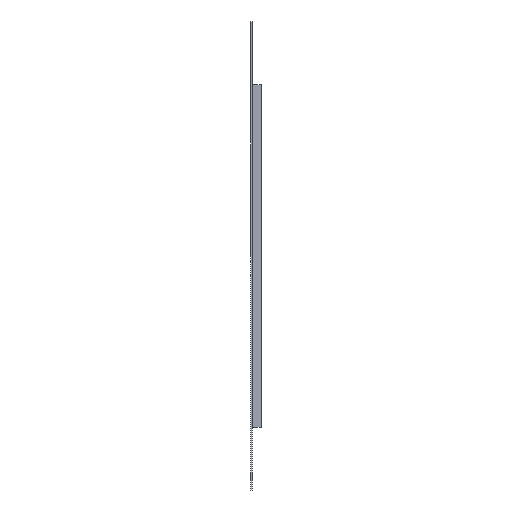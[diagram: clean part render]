
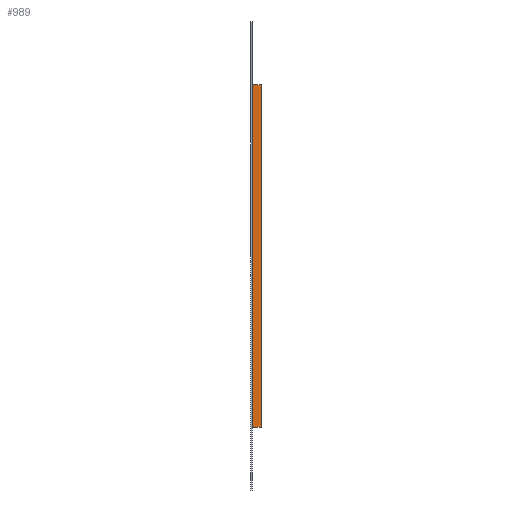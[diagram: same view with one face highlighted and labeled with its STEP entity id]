
A CAD part, front view. The second image highlights one B-rep face of the part: STEP entity #989.
In plain terms, the highlighted planar face has unit normal (0, -1, 0).
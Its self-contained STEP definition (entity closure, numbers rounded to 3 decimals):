
#63 = LINE ( 'NONE', #973, #1087 ) ;
#89 = LINE ( 'NONE', #975, #1132 ) ;
#147 = EDGE_LOOP ( 'NONE', ( #880, #548, #1226, #316 ) ) ;
#156 = LINE ( 'NONE', #500, #949 ) ;
#254 = EDGE_CURVE ( 'NONE', #290, #1204, #676, .T. ) ;
#277 = EDGE_CURVE ( 'NONE', #528, #523, #89, .T. ) ;
#290 = VERTEX_POINT ( 'NONE', #961 ) ;
#291 = EDGE_CURVE ( 'NONE', #290, #528, #63, .T. ) ;
#316 = ORIENTED_EDGE ( 'NONE', *, *, #254, .T. ) ;
#331 = AXIS2_PLACEMENT_3D ( 'NONE', #475, #468, #465 ) ;
#350 = CARTESIAN_POINT ( 'NONE',  ( 2., -837.5, 194. ) ) ;
#465 = DIRECTION ( 'NONE',  ( 0., 0., 1. ) ) ;
#468 = DIRECTION ( 'NONE',  ( 0., 1., 0. ) ) ;
#475 = CARTESIAN_POINT ( 'NONE',  ( 12., -837.5, 194. ) ) ;
#477 = PLANE ( 'NONE',  #331 ) ;
#500 = CARTESIAN_POINT ( 'NONE',  ( 2., -837.5, 194. ) ) ;
#503 = DIRECTION ( 'NONE',  ( 0., 0., -1. ) ) ;
#523 = VERTEX_POINT ( 'NONE', #783 ) ;
#528 = VERTEX_POINT ( 'NONE', #786 ) ;
#548 = ORIENTED_EDGE ( 'NONE', *, *, #277, .F. ) ;
#676 = LINE ( 'NONE', #999, #1133 ) ;
#783 = CARTESIAN_POINT ( 'NONE',  ( 2., -837.5, -194. ) ) ;
#786 = CARTESIAN_POINT ( 'NONE',  ( 12., -837.5, -194. ) ) ;
#880 = ORIENTED_EDGE ( 'NONE', *, *, #959, .T. ) ;
#949 = VECTOR ( 'NONE', #503, 1000. ) ;
#959 = EDGE_CURVE ( 'NONE', #1204, #523, #156, .T. ) ;
#961 = CARTESIAN_POINT ( 'NONE',  ( 12., -837.5, 194. ) ) ;
#973 = CARTESIAN_POINT ( 'NONE',  ( 12., -837.5, 194. ) ) ;
#974 = DIRECTION ( 'NONE',  ( -1., 0., 0. ) ) ;
#975 = CARTESIAN_POINT ( 'NONE',  ( 12., -837.5, -194. ) ) ;
#989 = ADVANCED_FACE ( 'NONE', ( #1222 ), #477, .F. ) ;
#993 = DIRECTION ( 'NONE',  ( -1., 0., 0. ) ) ;
#999 = CARTESIAN_POINT ( 'NONE',  ( 12., -837.5, 194. ) ) ;
#1032 = DIRECTION ( 'NONE',  ( 0., 0., -1. ) ) ;
#1087 = VECTOR ( 'NONE', #1032, 1000. ) ;
#1132 = VECTOR ( 'NONE', #974, 1000. ) ;
#1133 = VECTOR ( 'NONE', #993, 1000. ) ;
#1204 = VERTEX_POINT ( 'NONE', #350 ) ;
#1222 = FACE_OUTER_BOUND ( 'NONE', #147, .T. ) ;
#1226 = ORIENTED_EDGE ( 'NONE', *, *, #291, .F. ) ;
